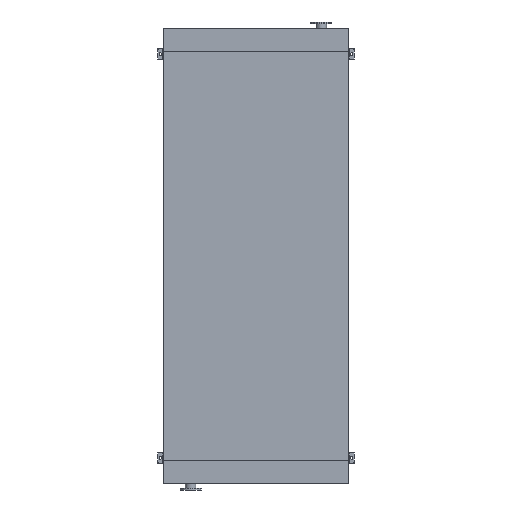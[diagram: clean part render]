
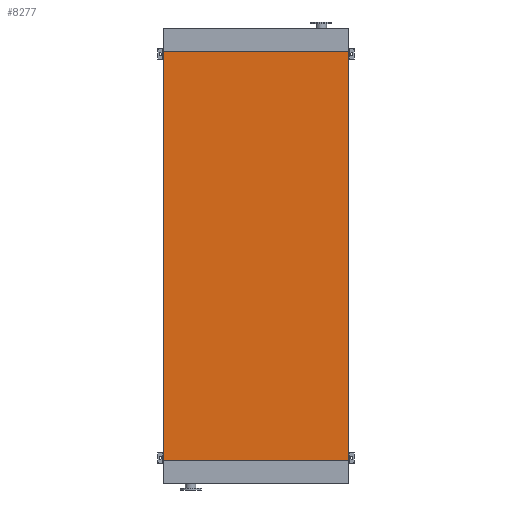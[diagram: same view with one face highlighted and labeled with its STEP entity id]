
A CAD part, front view. The second image highlights one B-rep face of the part: STEP entity #8277.
In plain terms, the highlighted planar face has unit normal (0, -1, 0).
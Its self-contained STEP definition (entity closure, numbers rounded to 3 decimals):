
#125 = CARTESIAN_POINT ( 'NONE',  ( -965., 0., -4250. ) ) ;
#340 = ORIENTED_EDGE ( 'NONE', *, *, #7761, .F. ) ;
#639 = EDGE_CURVE ( 'NONE', #11762, #18478, #3519, .T. ) ;
#1119 = DIRECTION ( 'NONE',  ( 0., 0., -1. ) ) ;
#1262 = CARTESIAN_POINT ( 'NONE',  ( -965., 0., -4250. ) ) ;
#2324 = CARTESIAN_POINT ( 'NONE',  ( -965., 0., 0. ) ) ;
#2899 = VECTOR ( 'NONE', #4399, 1000. ) ;
#3074 = VECTOR ( 'NONE', #6404, 1000. ) ;
#3519 = LINE ( 'NONE', #10935, #3074 ) ;
#3897 = CARTESIAN_POINT ( 'NONE',  ( -965., 0., -4250. ) ) ;
#3948 = CARTESIAN_POINT ( 'NONE',  ( 965., 0., -4250. ) ) ;
#3964 = VECTOR ( 'NONE', #7047, 1000. ) ;
#4120 = ORIENTED_EDGE ( 'NONE', *, *, #639, .F. ) ;
#4399 = DIRECTION ( 'NONE',  ( 1., 0., 0. ) ) ;
#4992 = LINE ( 'NONE', #2324, #16107 ) ;
#5183 = CARTESIAN_POINT ( 'NONE',  ( 965., 0., 0. ) ) ;
#6404 = DIRECTION ( 'NONE',  ( 0., 0., 1. ) ) ;
#6587 = CARTESIAN_POINT ( 'NONE',  ( 965., 0., -4250. ) ) ;
#6750 = VERTEX_POINT ( 'NONE', #5183 ) ;
#7047 = DIRECTION ( 'NONE',  ( 0., 0., 1. ) ) ;
#7160 = CARTESIAN_POINT ( 'NONE',  ( -965., 0., 0. ) ) ;
#7761 = EDGE_CURVE ( 'NONE', #18478, #6750, #4992, .T. ) ;
#8277 = ADVANCED_FACE ( 'NONE', ( #18158 ), #15520, .T. ) ;
#8777 = ORIENTED_EDGE ( 'NONE', *, *, #14215, .T. ) ;
#8861 = AXIS2_PLACEMENT_3D ( 'NONE', #3897, #10091, #1119 ) ;
#9851 = DIRECTION ( 'NONE',  ( 1., 0., 0. ) ) ;
#10091 = DIRECTION ( 'NONE',  ( 0., -1., 0. ) ) ;
#10935 = CARTESIAN_POINT ( 'NONE',  ( -965., 0., -4250. ) ) ;
#11391 = EDGE_LOOP ( 'NONE', ( #340, #4120, #8777, #12527 ) ) ;
#11762 = VERTEX_POINT ( 'NONE', #1262 ) ;
#11931 = LINE ( 'NONE', #3948, #3964 ) ;
#12527 = ORIENTED_EDGE ( 'NONE', *, *, #12839, .T. ) ;
#12839 = EDGE_CURVE ( 'NONE', #13670, #6750, #11931, .T. ) ;
#13670 = VERTEX_POINT ( 'NONE', #6587 ) ;
#14215 = EDGE_CURVE ( 'NONE', #11762, #13670, #18477, .T. ) ;
#15520 = PLANE ( 'NONE',  #8861 ) ;
#16107 = VECTOR ( 'NONE', #9851, 1000. ) ;
#18158 = FACE_OUTER_BOUND ( 'NONE', #11391, .T. ) ;
#18477 = LINE ( 'NONE', #125, #2899 ) ;
#18478 = VERTEX_POINT ( 'NONE', #7160 ) ;
